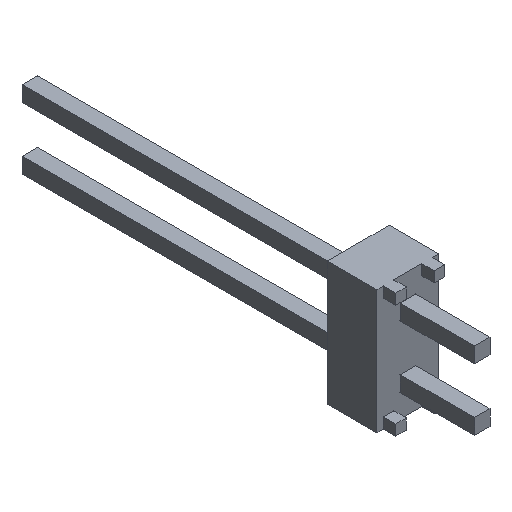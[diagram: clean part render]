
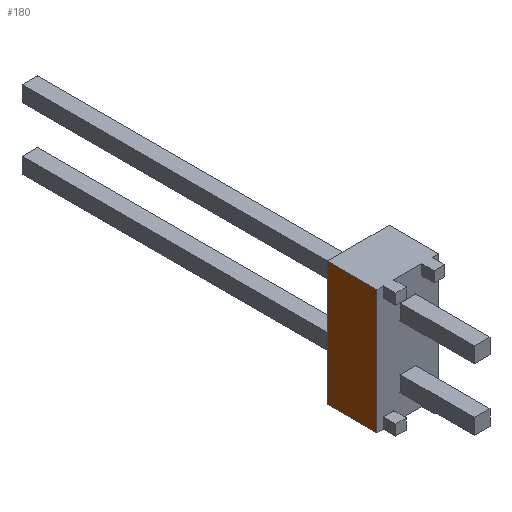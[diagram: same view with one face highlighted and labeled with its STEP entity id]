
A CAD part, isometric view. The second image highlights one B-rep face of the part: STEP entity #180.
In plain terms, the highlighted planar face has unit normal (-1, 0, 0).
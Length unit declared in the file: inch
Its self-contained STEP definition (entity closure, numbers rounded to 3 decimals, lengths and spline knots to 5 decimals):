
#180 = ADVANCED_FACE( '', ( #253 ), #254, .F. );
#253 = FACE_OUTER_BOUND( '', #374, .T. );
#254 = PLANE( '', #375 );
#374 = EDGE_LOOP( '', ( #577, #578, #579, #580 ) );
#375 = AXIS2_PLACEMENT_3D( '', #581, #582, #583 );
#577 = ORIENTED_EDGE( '', *, *, #966, .F. );
#578 = ORIENTED_EDGE( '', *, *, #988, .F. );
#579 = ORIENTED_EDGE( '', *, *, #962, .F. );
#580 = ORIENTED_EDGE( '', *, *, #989, .T. );
#581 = CARTESIAN_POINT( '', ( -0.05, 0.1, -0.1 ) );
#582 = DIRECTION( '', ( 1., 0., 0. ) );
#583 = DIRECTION( '', ( 0., 0., -1. ) );
#962 = EDGE_CURVE( '', #1138, #1140, #1141, .T. );
#966 = EDGE_CURVE( '', #1145, #1147, #1148, .T. );
#988 = EDGE_CURVE( '', #1140, #1145, #1188, .T. );
#989 = EDGE_CURVE( '', #1138, #1147, #1189, .T. );
#1138 = VERTEX_POINT( '', #1415 );
#1140 = VERTEX_POINT( '', #1418 );
#1141 = LINE( '', #1419, #1420 );
#1145 = VERTEX_POINT( '', #1426 );
#1147 = VERTEX_POINT( '', #1429 );
#1148 = LINE( '', #1430, #1431 );
#1188 = LINE( '', #1492, #1493 );
#1189 = LINE( '', #1494, #1495 );
#1415 = CARTESIAN_POINT( '', ( -0.05, 0.1, -0.1 ) );
#1418 = CARTESIAN_POINT( '', ( -0.05, 0.1, 0.1 ) );
#1419 = CARTESIAN_POINT( '', ( -0.05, 0.1, -0.1 ) );
#1420 = VECTOR( '', #1730, 39.37008 );
#1426 = CARTESIAN_POINT( '', ( -0.05, 0.02, 0.1 ) );
#1429 = CARTESIAN_POINT( '', ( -0.05, 0.02, -0.1 ) );
#1430 = CARTESIAN_POINT( '', ( -0.05, 0.02, -0.1 ) );
#1431 = VECTOR( '', #1734, 39.37008 );
#1492 = CARTESIAN_POINT( '', ( -0.05, 0.1, 0.1 ) );
#1493 = VECTOR( '', #1756, 39.37008 );
#1494 = CARTESIAN_POINT( '', ( -0.05, 0.1, -0.1 ) );
#1495 = VECTOR( '', #1757, 39.37008 );
#1730 = DIRECTION( '', ( 0., 0., 1. ) );
#1734 = DIRECTION( '', ( 0., 0., -1. ) );
#1756 = DIRECTION( '', ( 0., -1., 0. ) );
#1757 = DIRECTION( '', ( 0., -1., 0. ) );
